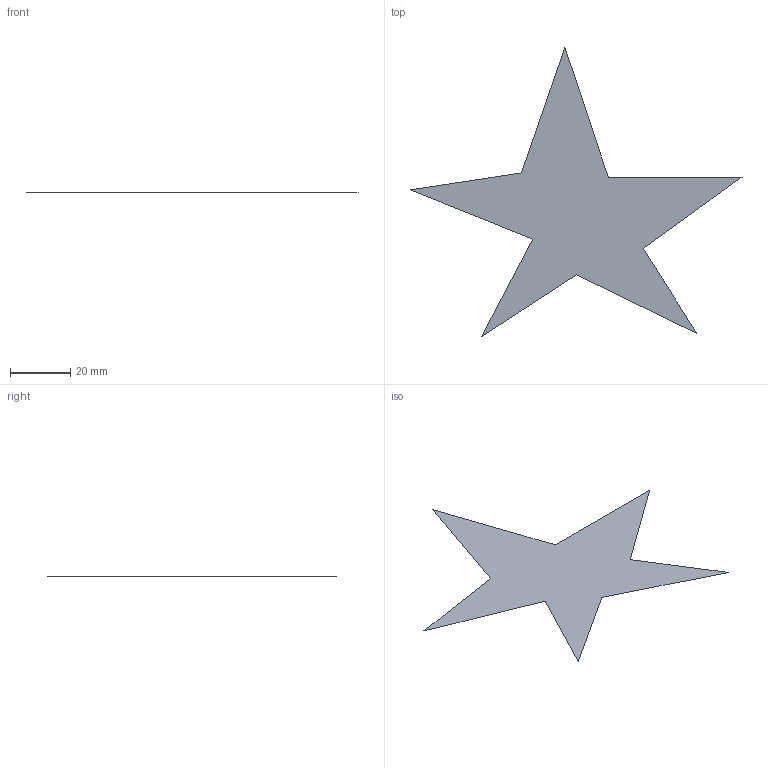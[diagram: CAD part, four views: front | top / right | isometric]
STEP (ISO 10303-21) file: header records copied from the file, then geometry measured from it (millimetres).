
FILE_DESCRIPTION((''),'2;1');
FILE_NAME('step/c2-tu-214.stp','2001-08-15T16:16:45+01:00',(' '),(' '),'THEOREM SOLUTIONS UG -> AP214 DIS PREPROCESSOR 5.0.002','Unigraphics',' ');
FILE_SCHEMA(('AUTOMOTIVE_DESIGN { 1 2 10303 214 0 1 1 1 } '));
Length unit declared in the file: inch
Products named in the file (1): product id
Bounding box: 109.99 x 95.91 x 0 mm (x, y, z)
Surface area: 3193.4 mm2 (no closed solid volume)
Topology: 0 solids, 1 shells, 1 faces, 11 edges, 12 vertices
Faces by surface type: plane 1
Entity records: 155 total; most frequent: CARTESIAN_POINT 45, B_SPLINE_CURVE_WITH_KNOTS 11, VERTEX_POINT 10, EDGE_CURVE 10, ORIENTED_EDGE 10, DIRECTION 8, AXIS2_PLACEMENT_3D 6, PRESENTATION_STYLE_ASSIGNMENT 4
